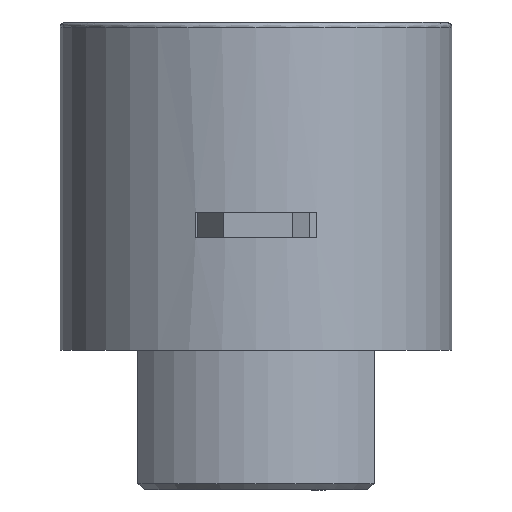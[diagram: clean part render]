
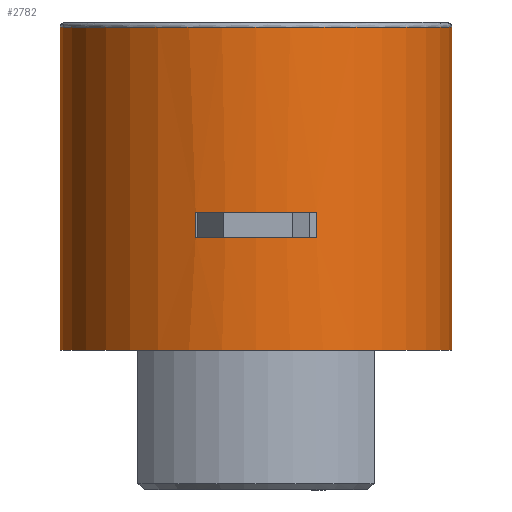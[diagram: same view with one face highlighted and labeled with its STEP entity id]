
A CAD part, front view. The second image highlights one B-rep face of the part: STEP entity #2782.
In plain terms, the highlighted cylindrical face has radius 7.747 mm (diameter 15.494 mm), a partial arc.
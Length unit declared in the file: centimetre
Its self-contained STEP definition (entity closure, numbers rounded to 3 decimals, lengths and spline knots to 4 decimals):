
#153 = DIRECTION ( 'NONE',  ( -1., 0., 0. ) ) ;
#158 = DIRECTION ( 'NONE',  ( -1., 0., 0. ) ) ;
#160 = DIRECTION ( 'NONE',  ( 0., 0., -1. ) ) ;
#161 = CARTESIAN_POINT ( 'NONE',  ( 0., 0., -0.8509 ) ) ;
#165 = DIRECTION ( 'NONE',  ( 0., 0., -1. ) ) ;
#168 = CARTESIAN_POINT ( 'NONE',  ( 0.2388, -0.737, 0. ) ) ;
#186 = VERTEX_POINT ( 'NONE', #9636 ) ;
#191 = VERTEX_POINT ( 'NONE', #9631 ) ;
#192 = VERTEX_POINT ( 'NONE', #9630 ) ;
#207 = VERTEX_POINT ( 'NONE', #9615 ) ;
#1131 = CARTESIAN_POINT ( 'NONE',  ( 0.7747, 0., -0.0178 ) ) ;
#1693 = AXIS2_PLACEMENT_3D ( 'NONE', #6788, #6787, #158 ) ;
#1694 = AXIS2_PLACEMENT_3D ( 'NONE', #161, #160, #153 ) ;
#1696 = AXIS2_PLACEMENT_3D ( 'NONE', #10522, #10523, #10524 ) ;
#1892 = AXIS2_PLACEMENT_3D ( 'NONE', #8910, #8912, #8914 ) ;
#2782 = ADVANCED_FACE ( 'NONE', ( #9054, #9051 ), #9049, .T. ) ;
#3576 = EDGE_CURVE ( 'NONE', #192, #191, #12277, .T. ) ;
#3578 = EDGE_CURVE ( 'NONE', #191, #207, #12280, .T. ) ;
#3580 = EDGE_CURVE ( 'NONE', #207, #186, #12285, .T. ) ;
#3581 = EDGE_CURVE ( 'NONE', #186, #192, #12287, .T. ) ;
#3646 = EDGE_CURVE ( 'NONE', #5044, #5347, #12414, .T. ) ;
#3975 = CARTESIAN_POINT ( 'NONE',  ( -0.7747, 0., -1.2954 ) ) ;
#3976 = CARTESIAN_POINT ( 'NONE',  ( 0.7747, 0., -1.2954 ) ) ;
#4044 = CARTESIAN_POINT ( 'NONE',  ( -0.7747, 0., -0.0178 ) ) ;
#4380 = EDGE_LOOP ( 'NONE', ( #5990, #5989, #5988, #5987 ) ) ;
#4390 = EDGE_LOOP ( 'NONE', ( #5986, #5985, #5984, #5983 ) ) ;
#5044 = VERTEX_POINT ( 'NONE', #1131 ) ;
#5278 = VERTEX_POINT ( 'NONE', #3975 ) ;
#5279 = VERTEX_POINT ( 'NONE', #3976 ) ;
#5347 = VERTEX_POINT ( 'NONE', #4044 ) ;
#5599 = DIRECTION ( 'NONE',  ( 0., 0., -1. ) ) ;
#5600 = CARTESIAN_POINT ( 'NONE',  ( -0.7747, 0., 0. ) ) ;
#5601 = CARTESIAN_POINT ( 'NONE',  ( 0.7747, 0., 0. ) ) ;
#5602 = DIRECTION ( 'NONE',  ( 0., 0., -1. ) ) ;
#5983 = ORIENTED_EDGE ( 'NONE', *, *, #3578, .T. ) ;
#5984 = ORIENTED_EDGE ( 'NONE', *, *, #3576, .T. ) ;
#5985 = ORIENTED_EDGE ( 'NONE', *, *, #3581, .T. ) ;
#5986 = ORIENTED_EDGE ( 'NONE', *, *, #3580, .T. ) ;
#5987 = ORIENTED_EDGE ( 'NONE', *, *, #10350, .T. ) ;
#5988 = ORIENTED_EDGE ( 'NONE', *, *, #12846, .T. ) ;
#5989 = ORIENTED_EDGE ( 'NONE', *, *, #3646, .T. ) ;
#5990 = ORIENTED_EDGE ( 'NONE', *, *, #12844, .F. ) ;
#6787 = DIRECTION ( 'NONE',  ( 0., 0., 1. ) ) ;
#6788 = CARTESIAN_POINT ( 'NONE',  ( 0., 0., -0.7493 ) ) ;
#6796 = DIRECTION ( 'NONE',  ( 0., 0., 1. ) ) ;
#6801 = CARTESIAN_POINT ( 'NONE',  ( -0.2388, -0.737, 0. ) ) ;
#7601 = AXIS2_PLACEMENT_3D ( 'NONE', #11388, #11391, #11395 ) ;
#8910 = CARTESIAN_POINT ( 'NONE',  ( 0., 0., -1.2954 ) ) ;
#8912 = DIRECTION ( 'NONE',  ( 0., 0., 1. ) ) ;
#8914 = DIRECTION ( 'NONE',  ( -1., 0., 0. ) ) ;
#9049 = CYLINDRICAL_SURFACE ( 'NONE', #7601, 0.7747 ) ;
#9051 = FACE_BOUND ( 'NONE', #4390, .T. ) ;
#9054 = FACE_OUTER_BOUND ( 'NONE', #4380, .T. ) ;
#9615 = CARTESIAN_POINT ( 'NONE',  ( 0.2388, -0.737, -0.7493 ) ) ;
#9630 = CARTESIAN_POINT ( 'NONE',  ( -0.2388, -0.737, -0.8509 ) ) ;
#9631 = CARTESIAN_POINT ( 'NONE',  ( -0.2388, -0.737, -0.7493 ) ) ;
#9636 = CARTESIAN_POINT ( 'NONE',  ( 0.2388, -0.737, -0.8509 ) ) ;
#10066 = CIRCLE ( 'NONE', #1892, 0.7747 ) ;
#10179 = LINE ( 'NONE', #5601, #10182 ) ;
#10182 = VECTOR ( 'NONE', #5602, 100. ) ;
#10183 = LINE ( 'NONE', #5600, #10185 ) ;
#10185 = VECTOR ( 'NONE', #5599, 100. ) ;
#10350 = EDGE_CURVE ( 'NONE', #5278, #5279, #10066, .T. ) ;
#10522 = CARTESIAN_POINT ( 'NONE',  ( 0., 0., -0.0178 ) ) ;
#10523 = DIRECTION ( 'NONE',  ( 0., 0., -1. ) ) ;
#10524 = DIRECTION ( 'NONE',  ( -1., 0., 0. ) ) ;
#11388 = CARTESIAN_POINT ( 'NONE',  ( 0., 0., 0. ) ) ;
#11391 = DIRECTION ( 'NONE',  ( 0., 0., -1. ) ) ;
#11395 = DIRECTION ( 'NONE',  ( -1., 0., 0. ) ) ;
#12277 = LINE ( 'NONE', #6801, #12281 ) ;
#12280 = CIRCLE ( 'NONE', #1693, 0.7747 ) ;
#12281 = VECTOR ( 'NONE', #6796, 100. ) ;
#12285 = LINE ( 'NONE', #168, #12288 ) ;
#12287 = CIRCLE ( 'NONE', #1694, 0.7747 ) ;
#12288 = VECTOR ( 'NONE', #165, 100. ) ;
#12414 = CIRCLE ( 'NONE', #1696, 0.7747 ) ;
#12844 = EDGE_CURVE ( 'NONE', #5044, #5279, #10179, .T. ) ;
#12846 = EDGE_CURVE ( 'NONE', #5347, #5278, #10183, .T. ) ;
